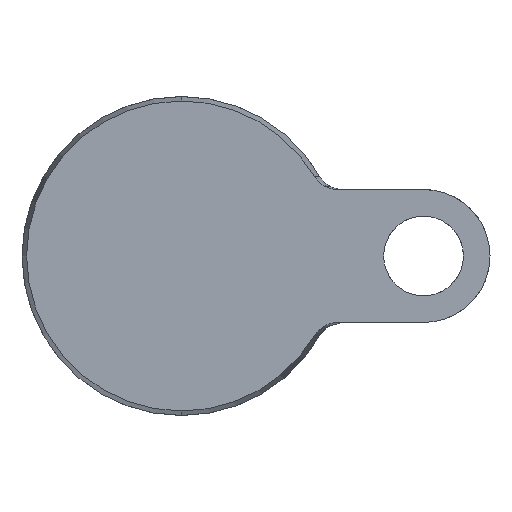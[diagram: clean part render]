
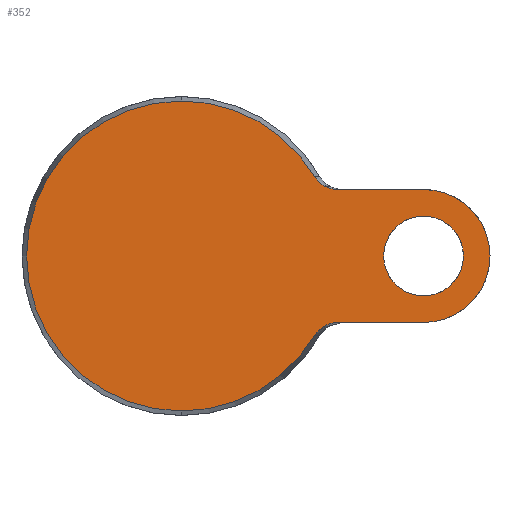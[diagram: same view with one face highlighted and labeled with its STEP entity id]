
A CAD part, front view. The second image highlights one B-rep face of the part: STEP entity #352.
In plain terms, the highlighted planar face has unit normal (0, -1, 0).
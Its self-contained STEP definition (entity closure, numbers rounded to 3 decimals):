
#12 = CARTESIAN_POINT ( 'NONE',  ( 15., 0., -12.5 ) ) ;
#22 = ORIENTED_EDGE ( 'NONE', *, *, #960, .T. ) ;
#37 = DIRECTION ( 'NONE',  ( 0., 1., 0. ) ) ;
#53 = EDGE_CURVE ( 'NONE', #1159, #1112, #555, .T. ) ;
#72 = ORIENTED_EDGE ( 'NONE', *, *, #1257, .T. ) ;
#73 = CARTESIAN_POINT ( 'NONE',  ( 0., 0., 0. ) ) ;
#81 = DIRECTION ( 'NONE',  ( 0., 0., -1. ) ) ;
#88 = VERTEX_POINT ( 'NONE', #294 ) ;
#102 = CARTESIAN_POINT ( 'NONE',  ( 28.933, 0., 12.5 ) ) ;
#107 = CARTESIAN_POINT ( 'NONE',  ( 0., 0., 0. ) ) ;
#140 = CIRCLE ( 'NONE', #1096, 12.5 ) ;
#141 = VECTOR ( 'NONE', #869, 1000. ) ;
#142 = CARTESIAN_POINT ( 'NONE',  ( 26.862, 0., -13.142 ) ) ;
#159 = ORIENTED_EDGE ( 'NONE', *, *, #1129, .T. ) ;
#214 = FACE_BOUND ( 'NONE', #1026, .T. ) ;
#236 = DIRECTION ( 'NONE',  ( 0., 0., 1. ) ) ;
#242 = CARTESIAN_POINT ( 'NONE',  ( 28.933, 0., -12.5 ) ) ;
#290 = DIRECTION ( 'NONE',  ( 0., 0., -1. ) ) ;
#294 = CARTESIAN_POINT ( 'NONE',  ( 0., 0., 29.143 ) ) ;
#307 = CARTESIAN_POINT ( 'NONE',  ( 26.144, 0., 13.642 ) ) ;
#313 = CIRCLE ( 'NONE', #1137, 7.5 ) ;
#315 = AXIS2_PLACEMENT_3D ( 'NONE', #761, #1195, #236 ) ;
#317 = CARTESIAN_POINT ( 'NONE',  ( 29.374, 0., 12.5 ) ) ;
#325 = CARTESIAN_POINT ( 'NONE',  ( 27.659, 0., 12.79 ) ) ;
#327 = B_SPLINE_CURVE_WITH_KNOTS ( 'NONE', 3,
 ( #461, #887, #666, #751, #353, #1095, #142, #443, #860, #767, #556, #242, #1203 ),
 .UNSPECIFIED., .F., .F.,
 ( 4, 2, 2, 1, 2, 2, 4 ),
 ( 0., 0.001, 0.002, 0.003, 0.003, 0.004, 0.005 ),
 .UNSPECIFIED. ) ;
#338 = AXIS2_PLACEMENT_3D ( 'NONE', #1054, #1147, #1276 ) ;
#340 = B_SPLINE_CURVE_WITH_KNOTS ( 'NONE', 3,
 ( #317, #102, #1292, #1164, #325, #1369, #409, #829, #1180, #307, #438, #630, #1174, #946 ),
 .UNSPECIFIED., .F., .F.,
 ( 4, 2, 2, 2, 2, 2, 4 ),
 ( 0., 0.001, 0.002, 0.003, 0.003, 0.004, 0.005 ),
 .UNSPECIFIED. ) ;
#348 = EDGE_CURVE ( 'NONE', #1159, #1058, #340, .T. ) ;
#352 = ADVANCED_FACE ( 'NONE', ( #1071, #214 ), #714, .F. ) ;
#353 = CARTESIAN_POINT ( 'NONE',  ( 26.146, 0., -13.64 ) ) ;
#359 = CARTESIAN_POINT ( 'NONE',  ( 0., 0., -29.143 ) ) ;
#409 = CARTESIAN_POINT ( 'NONE',  ( 27.057, 0., 13.048 ) ) ;
#411 = VERTEX_POINT ( 'NONE', #543 ) ;
#427 = ORIENTED_EDGE ( 'NONE', *, *, #963, .F. ) ;
#438 = CARTESIAN_POINT ( 'NONE',  ( 25.976, 0., 13.785 ) ) ;
#443 = CARTESIAN_POINT ( 'NONE',  ( 27.255, 0., -12.953 ) ) ;
#459 = DIRECTION ( 'NONE',  ( 0., 1., 0. ) ) ;
#461 = CARTESIAN_POINT ( 'NONE',  ( 25.011, 0., -14.959 ) ) ;
#497 = ORIENTED_EDGE ( 'NONE', *, *, #1251, .F. ) ;
#530 = VERTEX_POINT ( 'NONE', #359 ) ;
#543 = CARTESIAN_POINT ( 'NONE',  ( 29.374, 0., -12.5 ) ) ;
#544 = CARTESIAN_POINT ( 'NONE',  ( 15., 0., 12.5 ) ) ;
#545 = ORIENTED_EDGE ( 'NONE', *, *, #1120, .T. ) ;
#555 = LINE ( 'NONE', #544, #1231 ) ;
#556 = CARTESIAN_POINT ( 'NONE',  ( 28.503, 0., -12.556 ) ) ;
#625 = ORIENTED_EDGE ( 'NONE', *, *, #53, .F. ) ;
#630 = CARTESIAN_POINT ( 'NONE',  ( 25.507, 0., 14.24 ) ) ;
#650 = CIRCLE ( 'NONE', #315, 7.5 ) ;
#666 = CARTESIAN_POINT ( 'NONE',  ( 25.508, 0., -14.24 ) ) ;
#700 = EDGE_CURVE ( 'NONE', #1058, #88, #847, .T. ) ;
#713 = DIRECTION ( 'NONE',  ( 0., 0., -1. ) ) ;
#714 = PLANE ( 'NONE',  #338 ) ;
#718 = CARTESIAN_POINT ( 'NONE',  ( 45.5, 0., 12.5 ) ) ;
#737 = CARTESIAN_POINT ( 'NONE',  ( 29.374, 0., 12.5 ) ) ;
#751 = CARTESIAN_POINT ( 'NONE',  ( 25.977, 0., -13.784 ) ) ;
#761 = CARTESIAN_POINT ( 'NONE',  ( 45.5, 0., 0. ) ) ;
#767 = CARTESIAN_POINT ( 'NONE',  ( 27.871, 0., -12.72 ) ) ;
#789 = EDGE_LOOP ( 'NONE', ( #625, #1190, #973, #545, #159, #72, #497, #427 ) ) ;
#799 = AXIS2_PLACEMENT_3D ( 'NONE', #1154, #1249, #290 ) ;
#815 = DIRECTION ( 'NONE',  ( 0., -1., 0. ) ) ;
#829 = CARTESIAN_POINT ( 'NONE',  ( 26.678, 0., 13.261 ) ) ;
#847 = CIRCLE ( 'NONE', #1021, 29.143 ) ;
#850 = CIRCLE ( 'NONE', #1115, 29.143 ) ;
#852 = CARTESIAN_POINT ( 'NONE',  ( 45.5, 0., 7.5 ) ) ;
#860 = CARTESIAN_POINT ( 'NONE',  ( 27.662, 0., -12.789 ) ) ;
#869 = DIRECTION ( 'NONE',  ( -1., 0., 0. ) ) ;
#887 = CARTESIAN_POINT ( 'NONE',  ( 25.237, 0., -14.58 ) ) ;
#888 = DIRECTION ( 'NONE',  ( 0., 0., -1. ) ) ;
#946 = CARTESIAN_POINT ( 'NONE',  ( 25.011, 0., 14.959 ) ) ;
#960 = EDGE_CURVE ( 'NONE', #1142, #1122, #313, .T. ) ;
#963 = EDGE_CURVE ( 'NONE', #1112, #1354, #140, .T. ) ;
#964 = VERTEX_POINT ( 'NONE', #1313 ) ;
#967 = LINE ( 'NONE', #12, #141 ) ;
#973 = ORIENTED_EDGE ( 'NONE', *, *, #700, .T. ) ;
#983 = DIRECTION ( 'NONE',  ( 1., 0., 0. ) ) ;
#993 = CARTESIAN_POINT ( 'NONE',  ( 45.5, 0., 0. ) ) ;
#1021 = AXIS2_PLACEMENT_3D ( 'NONE', #107, #1053, #713 ) ;
#1026 = EDGE_LOOP ( 'NONE', ( #1283, #22 ) ) ;
#1053 = DIRECTION ( 'NONE',  ( 0., -1., 0. ) ) ;
#1054 = CARTESIAN_POINT ( 'NONE',  ( -29.143, 0., 0. ) ) ;
#1058 = VERTEX_POINT ( 'NONE', #1323 ) ;
#1071 = FACE_OUTER_BOUND ( 'NONE', #789, .T. ) ;
#1095 = CARTESIAN_POINT ( 'NONE',  ( 26.497, 0., -13.379 ) ) ;
#1096 = AXIS2_PLACEMENT_3D ( 'NONE', #993, #37, #888 ) ;
#1104 = CARTESIAN_POINT ( 'NONE',  ( 45.5, 0., -12.5 ) ) ;
#1112 = VERTEX_POINT ( 'NONE', #718 ) ;
#1115 = AXIS2_PLACEMENT_3D ( 'NONE', #73, #815, #81 ) ;
#1120 = EDGE_CURVE ( 'NONE', #88, #530, #850, .T. ) ;
#1122 = VERTEX_POINT ( 'NONE', #1382 ) ;
#1129 = EDGE_CURVE ( 'NONE', #530, #964, #1281, .T. ) ;
#1137 = AXIS2_PLACEMENT_3D ( 'NONE', #1204, #459, #1309 ) ;
#1142 = VERTEX_POINT ( 'NONE', #852 ) ;
#1147 = DIRECTION ( 'NONE',  ( 0., 1., 0. ) ) ;
#1154 = CARTESIAN_POINT ( 'NONE',  ( 0., 0., 0. ) ) ;
#1159 = VERTEX_POINT ( 'NONE', #737 ) ;
#1164 = CARTESIAN_POINT ( 'NONE',  ( 27.869, 0., 12.721 ) ) ;
#1174 = CARTESIAN_POINT ( 'NONE',  ( 25.237, 0., 14.58 ) ) ;
#1180 = CARTESIAN_POINT ( 'NONE',  ( 26.495, 0., 13.38 ) ) ;
#1190 = ORIENTED_EDGE ( 'NONE', *, *, #348, .T. ) ;
#1195 = DIRECTION ( 'NONE',  ( 0., 1., 0. ) ) ;
#1203 = CARTESIAN_POINT ( 'NONE',  ( 29.374, 0., -12.5 ) ) ;
#1204 = CARTESIAN_POINT ( 'NONE',  ( 45.5, 0., 0. ) ) ;
#1231 = VECTOR ( 'NONE', #983, 1000. ) ;
#1249 = DIRECTION ( 'NONE',  ( 0., -1., 0. ) ) ;
#1251 = EDGE_CURVE ( 'NONE', #1354, #411, #967, .T. ) ;
#1257 = EDGE_CURVE ( 'NONE', #964, #411, #327, .T. ) ;
#1276 = DIRECTION ( 'NONE',  ( 0., 0., 1. ) ) ;
#1281 = CIRCLE ( 'NONE', #799, 29.143 ) ;
#1283 = ORIENTED_EDGE ( 'NONE', *, *, #1311, .T. ) ;
#1292 = CARTESIAN_POINT ( 'NONE',  ( 28.502, 0., 12.556 ) ) ;
#1309 = DIRECTION ( 'NONE',  ( 0., 0., 1. ) ) ;
#1311 = EDGE_CURVE ( 'NONE', #1122, #1142, #650, .T. ) ;
#1313 = CARTESIAN_POINT ( 'NONE',  ( 25.011, 0., -14.959 ) ) ;
#1323 = CARTESIAN_POINT ( 'NONE',  ( 25.011, 0., 14.959 ) ) ;
#1354 = VERTEX_POINT ( 'NONE', #1104 ) ;
#1369 = CARTESIAN_POINT ( 'NONE',  ( 27.253, 0., 12.954 ) ) ;
#1382 = CARTESIAN_POINT ( 'NONE',  ( 45.5, 0., -7.5 ) ) ;
